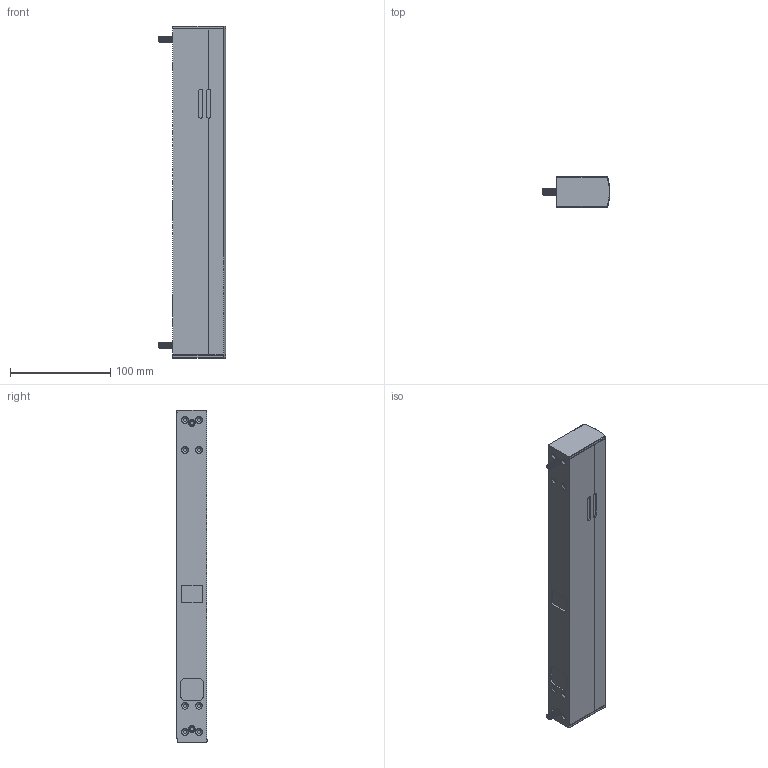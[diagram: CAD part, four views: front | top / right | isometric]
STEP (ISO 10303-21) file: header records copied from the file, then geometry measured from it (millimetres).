
FILE_DESCRIPTION(('CoCreate Modeling STEP Export'),'2;1');
FILE_NAME('20525-K-001_Rauchschalterzentrale_RSZ_6.stp','2011-04-27T15:38:14',(''),(''),'CoCreate Modeling STEP processor for AP214 (Solid Model)','CoCreate Modeling 17.0B 09-Oct-2010 (C) Parametric Technology GmbH','');
FILE_SCHEMA(('AUTOMOTIVE_DESIGN { 1 0 10303 214 1 1 1 1 }'));
Length unit declared in the file: millimetre
Products named in the file (6): 20525-6-0867V02; 20525-2-0292; 20525-2-0293; RSZ6; 91239A328; 20525-K-001_Rauchschalterzentrale_RSZ_6
Assembly tree (6 placements, depth 3):
  20525-K-001_Rauchschalterzentrale_RSZ_6
    91239A328  x2
    RSZ6
      20525-2-0293
      20525-2-0292
      20525-6-0867V02
Bounding box: 67.8 x 30 x 332 mm (x, y, z)
Volume: 416579.4 mm3; surface area: 156731.5 mm2
Topology: 5 solids, 6 shells, 567 faces, 1601 edges, 1052 vertices
Faces by surface type: cylinder 337, plane 183, cone 33, torus 6, bspline 4, sphere 4
Entity records: 15875 total; most frequent: CARTESIAN_POINT 6554, ORIENTED_EDGE 2350, DIRECTION 1482, EDGE_CURVE 1175, VERTEX_POINT 771, VECTOR 542, LINE 542, AXIS2_PLACEMENT_3D 470
